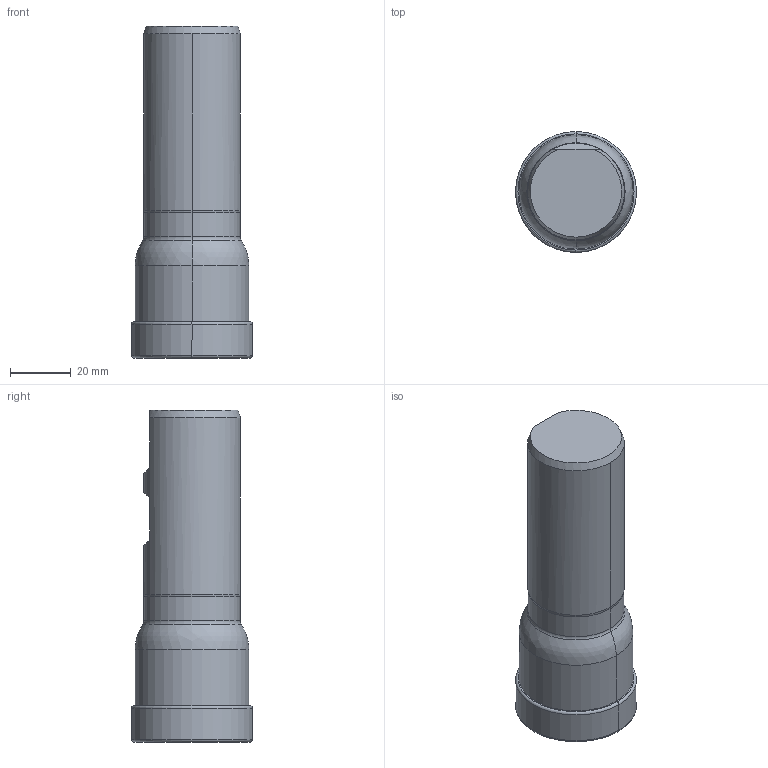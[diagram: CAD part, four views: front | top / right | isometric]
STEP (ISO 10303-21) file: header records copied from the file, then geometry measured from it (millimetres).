
FILE_DESCRIPTION((''),'2;1');
FILE_NAME('DEX','2022-11-17T09:20:02',('schmiedtm'),(''),'CREO PARAMETRIC BY PTC INC, 2021184','CREO PARAMETRIC BY PTC INC, 2021184','');
FILE_SCHEMA(('AP242_MANAGED_MODEL_BASED_3D_ENGINEERING_MIM_LF { 1 0 10303 442 1 1 4 }'));
Length unit declared in the file: millimetre
Products named in the file (1): DEX
Bounding box: 40 x 40 x 109.75 mm (x, y, z)
Volume: 99442.1 mm3; surface area: 13946.3 mm2
Topology: 1 solids, 1 shells, 32 faces, 71 edges, 44 vertices
Faces by surface type: cylinder 10, plane 9, torus 8, cone 3, bspline 2
Entity records: 1369 total; most frequent: CARTESIAN_POINT 248, DIRECTION 177, ORIENTED_EDGE 136, PRESENTATION_STYLE_ASSIGNMENT 80, AXIS2_PLACEMENT_3D 77, STYLED_ITEM 75, CURVE_STYLE 74, EDGE_CURVE 68
